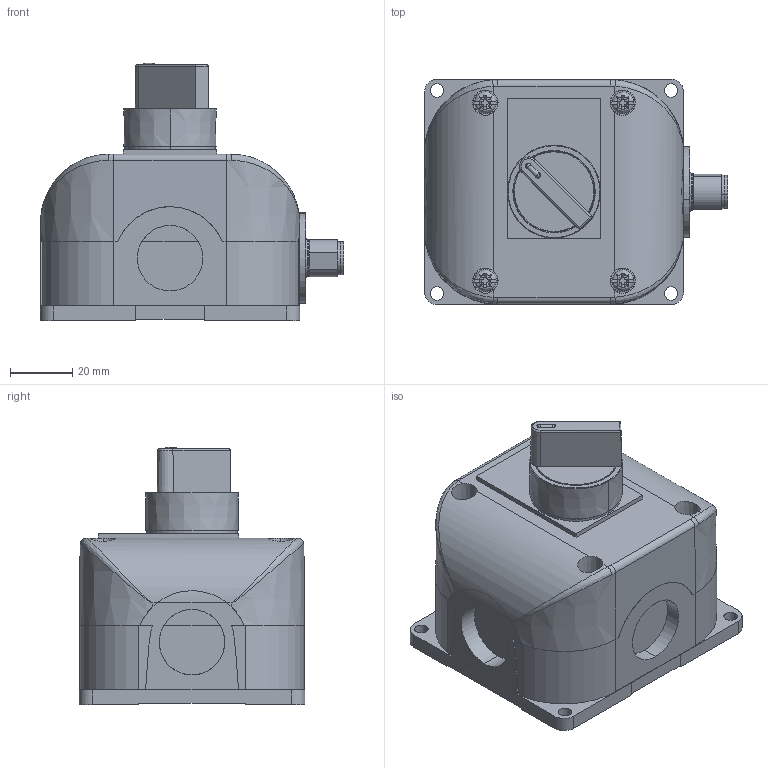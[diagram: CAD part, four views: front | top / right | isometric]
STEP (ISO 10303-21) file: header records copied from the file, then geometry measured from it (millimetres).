
FILE_DESCRIPTION (( 'STEP AP203' ), '1' );
FILE_NAME ('SB114-073-G-M.step', '2025-02-06T16:34:22', ( '' ), ( '' ), 'SwSTEP 2.0', 'SolidWorks 2024', '' );
FILE_SCHEMA (( 'CONFIG_CONTROL_DESIGN' ));
Length unit declared in the file: inch
Products named in the file (1): SB114-073-G-M
Bounding box: 97.05 x 72.29 x 82.4 mm (x, y, z)
Volume: 221709 mm3; surface area: 65011.6 mm2
Topology: 11 solids, 15 shells, 824 faces, 2124 edges, 1373 vertices
Faces by surface type: plane 402, cylinder 288, bspline 84, cone 50
Entity records: 31637 total; most frequent: CARTESIAN_POINT 12231, ORIENTED_EDGE 4208, DIRECTION 3758, EDGE_CURVE 2104, VERTEX_POINT 1373, AXIS2_PLACEMENT_3D 1341, VECTOR 1076, LINE 1076
